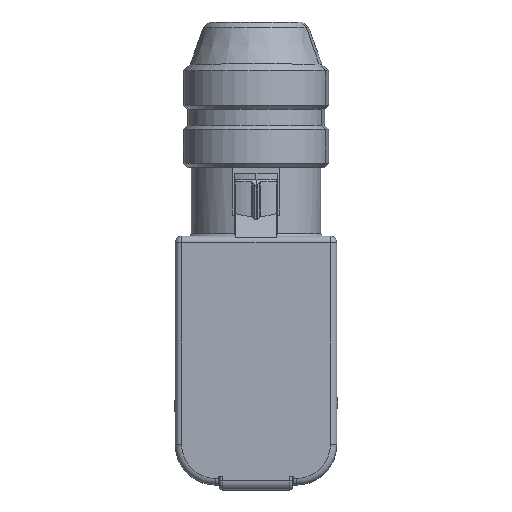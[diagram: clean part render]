
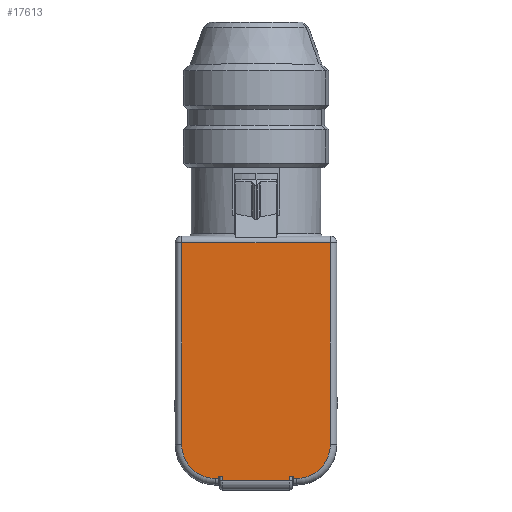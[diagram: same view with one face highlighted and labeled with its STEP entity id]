
A CAD part, top view. The second image highlights one B-rep face of the part: STEP entity #17613.
In plain terms, the highlighted planar face has unit normal (0, 0, 1).
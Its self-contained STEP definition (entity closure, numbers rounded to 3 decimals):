
#17497=AXIS2_PLACEMENT_3D('Plane Axis2P3D',#17494,#17495,#17496) ;
#17538=AXIS2_PLACEMENT_3D('Circle Axis2P3D',#17536,#17537,$) ;
#17566=AXIS2_PLACEMENT_3D('Circle Axis2P3D',#17564,#17565,$) ;
#17494=CARTESIAN_POINT('Axis2P3D Location',(14.6,1.7,42.1)) ;
#17499=CARTESIAN_POINT('Line Origine',(10.1,1.1,42.1)) ;
#17503=CARTESIAN_POINT('Vertex',(5.9,1.1,42.1)) ;
#17505=CARTESIAN_POINT('Vertex',(14.3,1.1,42.1)) ;
#17508=CARTESIAN_POINT('Line Origine',(14.3,1.4,42.1)) ;
#17512=CARTESIAN_POINT('Vertex',(14.3,1.7,42.1)) ;
#17515=CARTESIAN_POINT('Line Origine',(14.5,1.7,42.1)) ;
#17519=CARTESIAN_POINT('Vertex',(14.7,1.7,42.1)) ;
#17522=CARTESIAN_POINT('Line Origine',(14.7,1.55,42.1)) ;
#17526=CARTESIAN_POINT('Vertex',(14.7,1.4,42.1)) ;
#17529=CARTESIAN_POINT('Line Origine',(14.9,1.4,42.1)) ;
#17533=CARTESIAN_POINT('Vertex',(15.1,1.4,42.1)) ;
#17536=CARTESIAN_POINT('Axis2P3D Location',(15.1,5.6,42.1)) ;
#17540=CARTESIAN_POINT('Vertex',(19.3,5.6,42.1)) ;
#17543=CARTESIAN_POINT('Line Origine',(19.3,18.1,42.1)) ;
#17547=CARTESIAN_POINT('Vertex',(19.3,30.6,42.1)) ;
#17550=CARTESIAN_POINT('Line Origine',(10.1,30.6,42.1)) ;
#17554=CARTESIAN_POINT('Vertex',(0.9,30.6,42.1)) ;
#17557=CARTESIAN_POINT('Line Origine',(0.9,18.1,42.1)) ;
#17561=CARTESIAN_POINT('Vertex',(0.9,5.6,42.1)) ;
#17564=CARTESIAN_POINT('Axis2P3D Location',(5.1,5.6,42.1)) ;
#17568=CARTESIAN_POINT('Vertex',(5.1,1.4,42.1)) ;
#17571=CARTESIAN_POINT('Line Origine',(5.3,1.4,42.1)) ;
#17575=CARTESIAN_POINT('Vertex',(5.5,1.4,42.1)) ;
#17578=CARTESIAN_POINT('Line Origine',(5.5,1.55,42.1)) ;
#17582=CARTESIAN_POINT('Vertex',(5.5,1.7,42.1)) ;
#17585=CARTESIAN_POINT('Line Origine',(5.7,1.7,42.1)) ;
#17589=CARTESIAN_POINT('Vertex',(5.9,1.7,42.1)) ;
#17592=CARTESIAN_POINT('Line Origine',(5.9,1.4,42.1)) ;
#17495=DIRECTION('Axis2P3D Direction',(0.,-0.,1.)) ;
#17496=DIRECTION('Axis2P3D XDirection',(0.,1.,0.)) ;
#17500=DIRECTION('Vector Direction',(1.,0.,0.)) ;
#17509=DIRECTION('Vector Direction',(0.,1.,0.)) ;
#17516=DIRECTION('Vector Direction',(-1.,0.,0.)) ;
#17523=DIRECTION('Vector Direction',(0.,1.,0.)) ;
#17530=DIRECTION('Vector Direction',(1.,0.,0.)) ;
#17537=DIRECTION('Axis2P3D Direction',(0.,-0.,1.)) ;
#17544=DIRECTION('Vector Direction',(0.,1.,0.)) ;
#17551=DIRECTION('Vector Direction',(1.,0.,0.)) ;
#17558=DIRECTION('Vector Direction',(0.,-1.,0.)) ;
#17565=DIRECTION('Axis2P3D Direction',(0.,-0.,1.)) ;
#17572=DIRECTION('Vector Direction',(1.,0.,0.)) ;
#17579=DIRECTION('Vector Direction',(0.,1.,0.)) ;
#17586=DIRECTION('Vector Direction',(-1.,0.,0.)) ;
#17593=DIRECTION('Vector Direction',(0.,-1.,0.)) ;
#17501=VECTOR('Line Direction',#17500,1.) ;
#17510=VECTOR('Line Direction',#17509,1.) ;
#17517=VECTOR('Line Direction',#17516,1.) ;
#17524=VECTOR('Line Direction',#17523,1.) ;
#17531=VECTOR('Line Direction',#17530,1.) ;
#17545=VECTOR('Line Direction',#17544,1.) ;
#17552=VECTOR('Line Direction',#17551,1.) ;
#17559=VECTOR('Line Direction',#17558,1.) ;
#17573=VECTOR('Line Direction',#17572,1.) ;
#17580=VECTOR('Line Direction',#17579,1.) ;
#17587=VECTOR('Line Direction',#17586,1.) ;
#17594=VECTOR('Line Direction',#17593,1.) ;
#17598=ORIENTED_EDGE('',*,*,#17507,.T.) ;
#17599=ORIENTED_EDGE('',*,*,#17514,.T.) ;
#17600=ORIENTED_EDGE('',*,*,#17521,.F.) ;
#17601=ORIENTED_EDGE('',*,*,#17528,.F.) ;
#17602=ORIENTED_EDGE('',*,*,#17535,.T.) ;
#17603=ORIENTED_EDGE('',*,*,#17542,.T.) ;
#17604=ORIENTED_EDGE('',*,*,#17549,.T.) ;
#17605=ORIENTED_EDGE('',*,*,#17556,.F.) ;
#17606=ORIENTED_EDGE('',*,*,#17563,.T.) ;
#17607=ORIENTED_EDGE('',*,*,#17570,.T.) ;
#17608=ORIENTED_EDGE('',*,*,#17577,.T.) ;
#17609=ORIENTED_EDGE('',*,*,#17584,.T.) ;
#17610=ORIENTED_EDGE('',*,*,#17591,.F.) ;
#17611=ORIENTED_EDGE('',*,*,#17596,.T.) ;
#17613=ADVANCED_FACE('Hauptk\X2\00F6\X0\rper',(#17612),#17498,.T.) ;
#17539=CIRCLE('generated circle',#17538,4.2) ;
#17567=CIRCLE('generated circle',#17566,4.2) ;
#17507=EDGE_CURVE('',#17504,#17506,#17502,.T.) ;
#17514=EDGE_CURVE('',#17506,#17513,#17511,.T.) ;
#17521=EDGE_CURVE('',#17520,#17513,#17518,.T.) ;
#17528=EDGE_CURVE('',#17527,#17520,#17525,.T.) ;
#17535=EDGE_CURVE('',#17527,#17534,#17532,.T.) ;
#17542=EDGE_CURVE('',#17534,#17541,#17539,.T.) ;
#17549=EDGE_CURVE('',#17541,#17548,#17546,.T.) ;
#17556=EDGE_CURVE('',#17555,#17548,#17553,.T.) ;
#17563=EDGE_CURVE('',#17555,#17562,#17560,.T.) ;
#17570=EDGE_CURVE('',#17562,#17569,#17567,.T.) ;
#17577=EDGE_CURVE('',#17569,#17576,#17574,.T.) ;
#17584=EDGE_CURVE('',#17576,#17583,#17581,.T.) ;
#17591=EDGE_CURVE('',#17590,#17583,#17588,.T.) ;
#17596=EDGE_CURVE('',#17590,#17504,#17595,.T.) ;
#17597=EDGE_LOOP('',(#17598,#17599,#17600,#17601,#17602,#17603,#17604,#17605,#17606,#17607,#17608,#17609,#17610,#17611)) ;
#17612=FACE_OUTER_BOUND('',#17597,.T.) ;
#17502=LINE('Line',#17499,#17501) ;
#17511=LINE('Line',#17508,#17510) ;
#17518=LINE('Line',#17515,#17517) ;
#17525=LINE('Line',#17522,#17524) ;
#17532=LINE('Line',#17529,#17531) ;
#17546=LINE('Line',#17543,#17545) ;
#17553=LINE('Line',#17550,#17552) ;
#17560=LINE('Line',#17557,#17559) ;
#17574=LINE('Line',#17571,#17573) ;
#17581=LINE('Line',#17578,#17580) ;
#17588=LINE('Line',#17585,#17587) ;
#17595=LINE('Line',#17592,#17594) ;
#17498=PLANE('',#17497) ;
#17504=VERTEX_POINT('',#17503) ;
#17506=VERTEX_POINT('',#17505) ;
#17513=VERTEX_POINT('',#17512) ;
#17520=VERTEX_POINT('',#17519) ;
#17527=VERTEX_POINT('',#17526) ;
#17534=VERTEX_POINT('',#17533) ;
#17541=VERTEX_POINT('',#17540) ;
#17548=VERTEX_POINT('',#17547) ;
#17555=VERTEX_POINT('',#17554) ;
#17562=VERTEX_POINT('',#17561) ;
#17569=VERTEX_POINT('',#17568) ;
#17576=VERTEX_POINT('',#17575) ;
#17583=VERTEX_POINT('',#17582) ;
#17590=VERTEX_POINT('',#17589) ;
